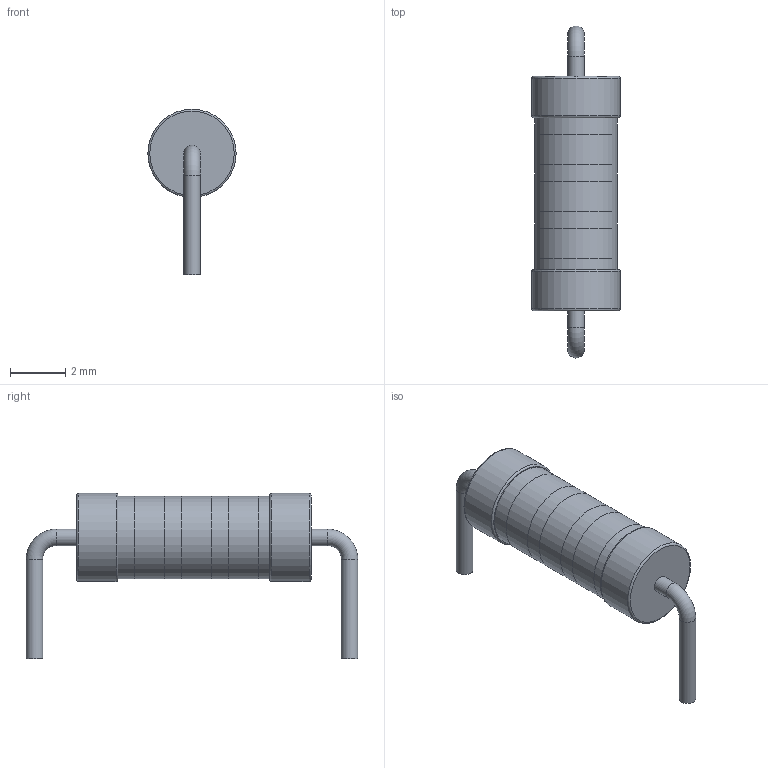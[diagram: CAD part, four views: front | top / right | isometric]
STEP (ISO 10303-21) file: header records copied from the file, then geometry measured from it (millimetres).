
FILE_DESCRIPTION(('FreeCAD Model'),'2;1');
FILE_NAME('Open CASCADE Shape Model','2023-02-13T11:09:57',('BT'),(''), 'Open CASCADE STEP processor 7.6','FreeCAD','Unknown');
FILE_SCHEMA(('AUTOMOTIVE_DESIGN_CC2 { 1 2 10303 214 -1 1 5 4 }'));
Length unit declared in the file: millimetre
Products named in the file (1): Pocket
Bounding box: 3.2 x 12.03 x 6 mm (x, y, z)
Volume: 66.1 mm3; surface area: 119.6 mm2
Topology: 1 solids, 1 shells, 25 faces, 43 edges, 24 vertices
Faces by surface type: cylinder 13, torus 6, plane 6
Full cylindrical faces by diameter (mm): 0.6 x4, 3 x7, 3.2 x2
Entity records: 786 total; most frequent: DIRECTION 125, CARTESIAN_POINT 93, ORIENTED_EDGE 86, AXIS2_PLACEMENT_3D 56, EDGE_CURVE 43, CIRCLE 30, FACE_BOUND 29, EDGE_LOOP 29
